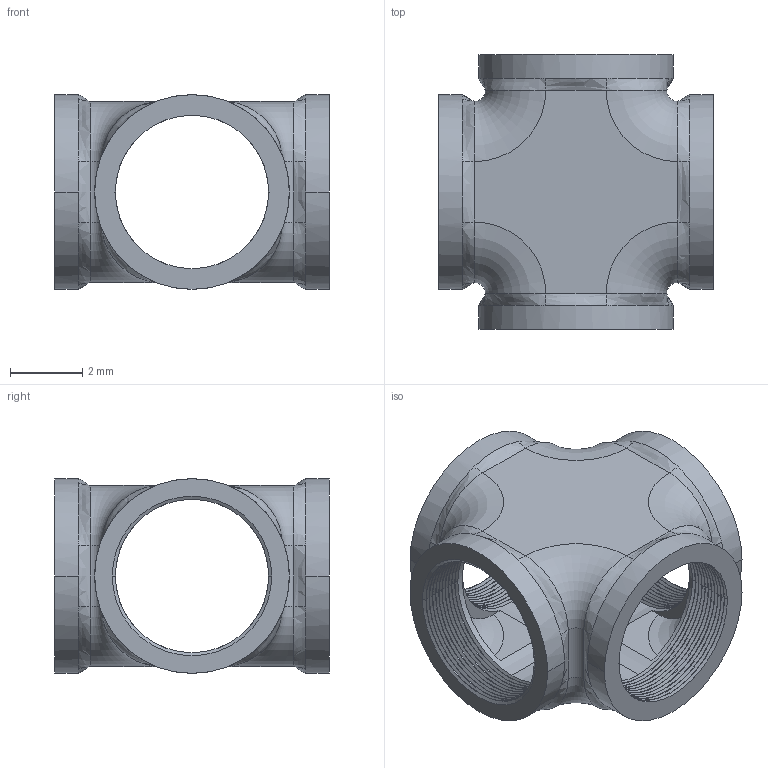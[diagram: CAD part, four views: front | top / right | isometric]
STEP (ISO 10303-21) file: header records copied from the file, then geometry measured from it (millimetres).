
FILE_DESCRIPTION((''),'2;1');
FILE_NAME('4638K437.stp','2001-07-24T09:52:42',(''),(''),'AutoCAD STEP 2000i','AutoCAD 2000i',', , ');
FILE_SCHEMA(('CONFIG_CONTROL_DESIGN'));
Length unit declared in the file: millimetre
Products named in the file (2): 4638K SERIES THREADED CROSS 150 PSI.EXLARGEDWG; PART1
Assembly tree (1 placements, depth 2):
  4638K SERIES THREADED CROSS 150 PSI.EXLARGEDWG
    PART1
Bounding box: 7.62 x 7.62 x 5.4 mm (x, y, z)
Volume: 68.8 mm3; surface area: 368.6 mm2
Topology: 1 solids, 1 shells, 426 faces, 1140 edges, 718 vertices
Faces by surface type: cylinder 186, cone 170, bspline 32, plane 22, torus 16
Entity records: 15552 total; most frequent: CARTESIAN_POINT 4410, DIRECTION 2568, ORIENTED_EDGE 2272, EDGE_CURVE 1136, AXIS2_PLACEMENT_3D 1080, VERTEX_POINT 710, CIRCLE 676, EDGE_LOOP 430
